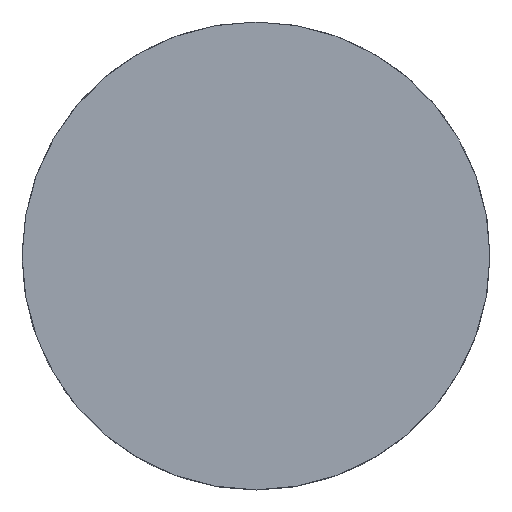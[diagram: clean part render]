
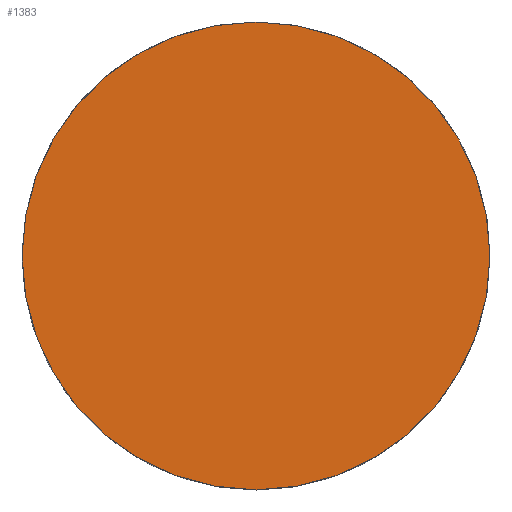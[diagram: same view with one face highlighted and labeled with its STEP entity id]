
A CAD part, top view. The second image highlights one B-rep face of the part: STEP entity #1383.
In plain terms, the highlighted planar face has unit normal (0, 0, 1).
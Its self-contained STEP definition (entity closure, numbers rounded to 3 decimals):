
#53=CIRCLE('',#1512,15.65);
#172=FACE_OUTER_BOUND('',#266,.T.);
#266=EDGE_LOOP('',(#1201));
#633=VERTEX_POINT('',#2332);
#820=EDGE_CURVE('',#633,#633,#53,.T.);
#1201=ORIENTED_EDGE('',*,*,#820,.T.);
#1289=PLANE('',#1533);
#1383=ADVANCED_FACE('',(#172),#1289,.T.);
#1512=AXIS2_PLACEMENT_3D('',#2333,#1880,#1881);
#1533=AXIS2_PLACEMENT_3D('',#2379,#1926,#1927);
#1880=DIRECTION('center_axis',(0.,0.,1.));
#1881=DIRECTION('ref_axis',(-1.,0.,0.));
#1926=DIRECTION('center_axis',(0.,0.,1.));
#1927=DIRECTION('ref_axis',(-1.,0.,0.));
#2332=CARTESIAN_POINT('',(15.65,0.,27.));
#2333=CARTESIAN_POINT('Origin',(0.,0.,
27.));
#2379=CARTESIAN_POINT('Origin',(0.,0.,
27.));
